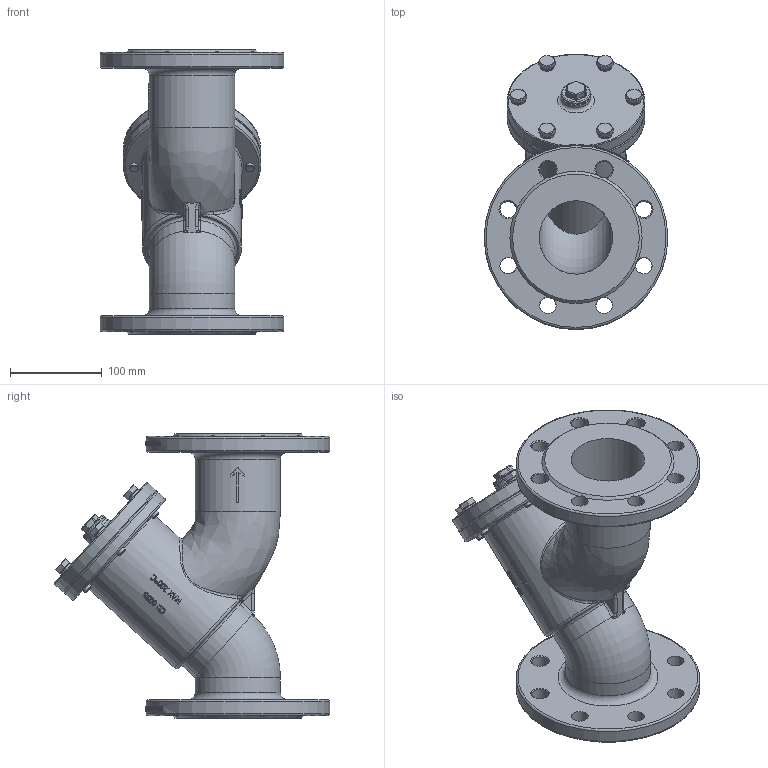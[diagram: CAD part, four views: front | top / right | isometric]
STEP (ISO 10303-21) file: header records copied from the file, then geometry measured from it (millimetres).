
FILE_DESCRIPTION(/* description */ ('240080'),/* implementation_level */ '2;1');
FILE_NAME(/* name */ '240080.stp',/* time_stamp */ '2015-07-07T16:21:37+02:00',/* author */ ('jmorand'),/* organization */ ('Sferaco'),/* preprocessor_version */ 'ST-DEVELOPER v16.1',/* originating_system */ 'Autodesk Inventor 2016',/* authorisation */ '');
FILE_SCHEMA (('AUTOMOTIVE_DESIGN { 1 0 10303 214 3 1 1 }'));
Products named in the file (1): 240080_bd
Bounding box: 200 x 299.78 x 310 mm (x, y, z)
Volume: 2139707.1 mm3; surface area: 478878.9 mm2
Topology: 1 solids, 1 shells, 1806 faces, 4784 edges, 3144 vertices
Faces by surface type: bspline 831, plane 639, cylinder 244, cone 61, torus 27, sphere 4
Full cylindrical faces by diameter (mm): 10 x12, 11 x6, 16 x7, 18 x16, 18.631 x1, 32 x2, 80 x1, 84 x1, 85 x1, 86 x1, 93 x2, 108 x1, 150 x2, 200 x2
Entity records: 77779 total; most frequent: CARTESIAN_POINT 37003, ORIENTED_EDGE 9280, DIRECTION 5677, EDGE_CURVE 4640, VERTEX_POINT 3092, EDGE_LOOP 2108, LINE 2015, VECTOR 2015
